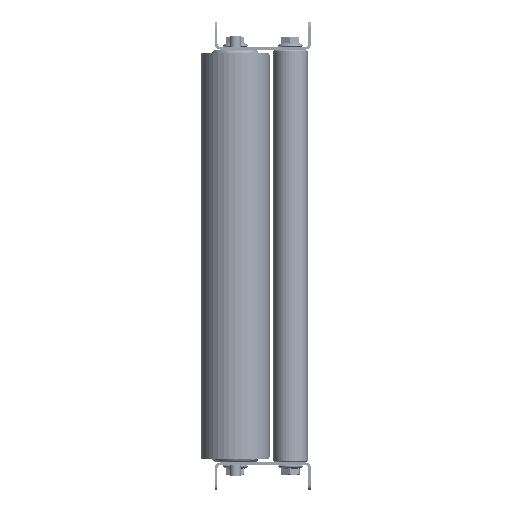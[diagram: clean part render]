
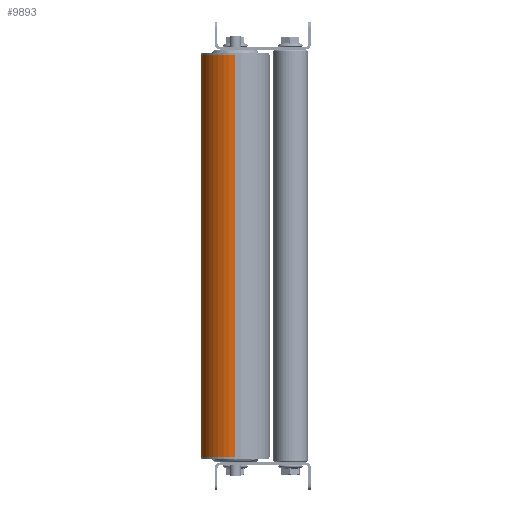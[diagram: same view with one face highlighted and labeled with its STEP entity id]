
A CAD part, left-side view. The second image highlights one B-rep face of the part: STEP entity #9893.
In plain terms, the highlighted cylindrical face has radius 25 mm (diameter 50 mm), a partial arc.
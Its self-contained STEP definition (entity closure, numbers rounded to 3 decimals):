
#1823 = DIRECTION ( 'NONE',  ( 0., 0., 1. ) ) ;
#3494 = AXIS2_PLACEMENT_3D ( 'NONE', #45067, #20993, #36855 ) ;
#3722 = ORIENTED_EDGE ( 'NONE', *, *, #16104, .T. ) ;
#3928 = DIRECTION ( 'NONE',  ( -1., 0., 0. ) ) ;
#5602 = AXIS2_PLACEMENT_3D ( 'NONE', #21278, #33434, #48794 ) ;
#7614 = CARTESIAN_POINT ( 'NONE',  ( 292.6, 0., 25. ) ) ;
#7894 = VERTEX_POINT ( 'NONE', #37534 ) ;
#9893 = ADVANCED_FACE ( 'Fl�che1', ( #30126 ), #34352, .T. ) ;
#10107 = ORIENTED_EDGE ( 'NONE', *, *, #51675, .F. ) ;
#11622 = VERTEX_POINT ( 'NONE', #36291 ) ;
#13792 = DIRECTION ( 'NONE',  ( -1., 0., 0. ) ) ;
#14567 = LINE ( 'NONE', #21749, #43486 ) ;
#15059 = ORIENTED_EDGE ( 'NONE', *, *, #15209, .F. ) ;
#15209 = EDGE_CURVE ( 'NONE', #11622, #7894, #20069, .T. ) ;
#16104 = EDGE_CURVE ( 'NONE', #26495, #7894, #17827, .T. ) ;
#17827 = CIRCLE ( 'NONE', #3494, 25. ) ;
#18998 = CARTESIAN_POINT ( 'NONE',  ( 292.6, 0., 0. ) ) ;
#20069 = LINE ( 'NONE', #7614, #48127 ) ;
#20993 = DIRECTION ( 'NONE',  ( 1., 0., 0. ) ) ;
#21278 = CARTESIAN_POINT ( 'NONE',  ( 292.6, 0., 0. ) ) ;
#21749 = CARTESIAN_POINT ( 'NONE',  ( 292.6, 0., -25. ) ) ;
#25658 = CARTESIAN_POINT ( 'NONE',  ( 292.6, 0., -25. ) ) ;
#25698 = AXIS2_PLACEMENT_3D ( 'NONE', #18998, #30906, #1823 ) ;
#26495 = VERTEX_POINT ( 'NONE', #46998 ) ;
#27742 = ORIENTED_EDGE ( 'NONE', *, *, #41051, .T. ) ;
#30126 = FACE_OUTER_BOUND ( 'NONE', #49730, .T. ) ;
#30906 = DIRECTION ( 'NONE',  ( -1., 0., 0. ) ) ;
#33434 = DIRECTION ( 'NONE',  ( 1., 0., 0. ) ) ;
#34352 = CYLINDRICAL_SURFACE ( 'NONE', #25698, 25. ) ;
#36033 = CIRCLE ( 'NONE', #5602, 25. ) ;
#36291 = CARTESIAN_POINT ( 'NONE',  ( 292.6, 0., 25. ) ) ;
#36855 = DIRECTION ( 'NONE',  ( 0., 0., -1. ) ) ;
#37534 = CARTESIAN_POINT ( 'NONE',  ( 0., 0., 25. ) ) ;
#39967 = VERTEX_POINT ( 'NONE', #25658 ) ;
#41051 = EDGE_CURVE ( 'NONE', #39967, #26495, #14567, .T. ) ;
#43486 = VECTOR ( 'NONE', #13792, 1000. ) ;
#45067 = CARTESIAN_POINT ( 'NONE',  ( 0., 0., 0. ) ) ;
#46998 = CARTESIAN_POINT ( 'NONE',  ( 0., 0., -25. ) ) ;
#48127 = VECTOR ( 'NONE', #3928, 1000. ) ;
#48794 = DIRECTION ( 'NONE',  ( 0., 0., -1. ) ) ;
#49730 = EDGE_LOOP ( 'NONE', ( #10107, #27742, #3722, #15059 ) ) ;
#51675 = EDGE_CURVE ( 'NONE', #39967, #11622, #36033, .T. ) ;
